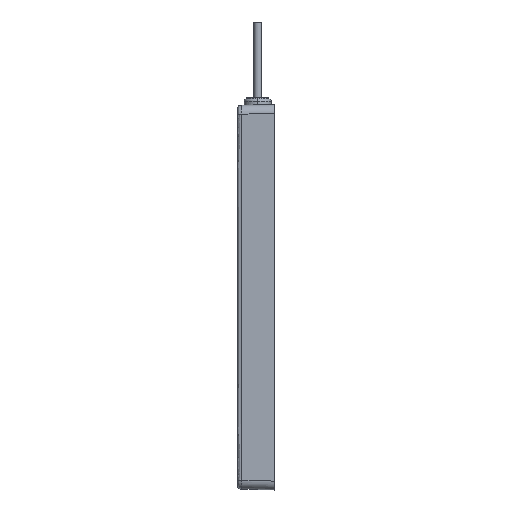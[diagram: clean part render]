
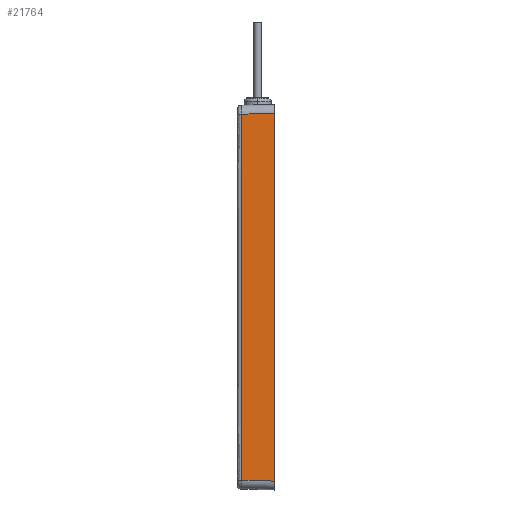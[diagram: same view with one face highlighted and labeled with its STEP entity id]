
A CAD part, left-side view. The second image highlights one B-rep face of the part: STEP entity #21764.
In plain terms, the highlighted planar face has unit normal (-1, 0.026, 0).
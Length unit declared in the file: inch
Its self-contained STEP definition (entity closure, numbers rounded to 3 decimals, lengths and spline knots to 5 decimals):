
#188=CARTESIAN_POINT('',(-3.54528,0.,-5.12095));
#202=DIRECTION('',(0.,0.,-1.));
#203=VECTOR('',#202,10.2419);
#204=CARTESIAN_POINT('',(-3.54528,0.,5.12095));
#205=LINE('',#204,#203);
#218=CARTESIAN_POINT('',(-3.54528,0.,5.12095));
#900=CARTESIAN_POINT('',(-3.52177,0.89773,5.09744));
#1338=DIRECTION('',(0.,0.,1.));
#1339=VECTOR('',#1338,10.19489);
#1340=CARTESIAN_POINT('',(-3.52177,0.89773,
-5.09744));
#1341=LINE('',#1340,#1339);
#1342=DIRECTION('',(-0.026,-0.999,0.026));
#1343=VECTOR('',#1342,0.89835);
#1344=CARTESIAN_POINT('',(-3.52177,0.89773,
5.09744));
#1345=LINE('',#1344,#1343);
#1346=DIRECTION('',(-0.026,-0.999,-0.026));
#1347=VECTOR('',#1346,0.89835);
#1348=CARTESIAN_POINT('',(-3.52177,0.89773,
-5.09744));
#1349=LINE('',#1348,#1347);
#19184=VERTEX_POINT('',#218);
#19185=VERTEX_POINT('',#188);
#19208=VERTEX_POINT('',#900);
#19211=CARTESIAN_POINT('',(-3.52177,0.89773,
-5.09744));
#19212=VERTEX_POINT('',#19211);
#21752=CARTESIAN_POINT('',(-3.54528,0.,-5.47904));
#21753=DIRECTION('',(-1.,0.026,0.));
#21754=DIRECTION('',(0.,0.,-1.));
#21755=AXIS2_PLACEMENT_3D('',#21752,#21753,#21754);
#21756=PLANE('',#21755);
#21757=ORIENTED_EDGE('',*,*,#21746,.T.);
#21758=ORIENTED_EDGE('',*,*,#21431,.T.);
#21759=ORIENTED_EDGE('',*,*,#20990,.T.);
#21761=ORIENTED_EDGE('',*,*,#21760,.F.);
#21762=EDGE_LOOP('',(#21757,#21758,#21759,#21761));
#21763=FACE_OUTER_BOUND('',#21762,.F.);
#21764=ADVANCED_FACE('',(#21763),#21756,.T.);
#20990=EDGE_CURVE('',#19184,#19185,#205,.T.);
#21431=EDGE_CURVE('',#19208,#19184,#1345,.T.);
#21746=EDGE_CURVE('',#19212,#19208,#1341,.T.);
#21760=EDGE_CURVE('',#19212,#19185,#1349,.T.);
